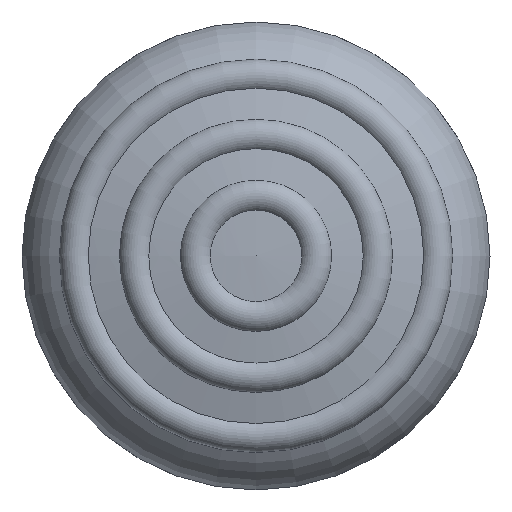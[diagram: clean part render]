
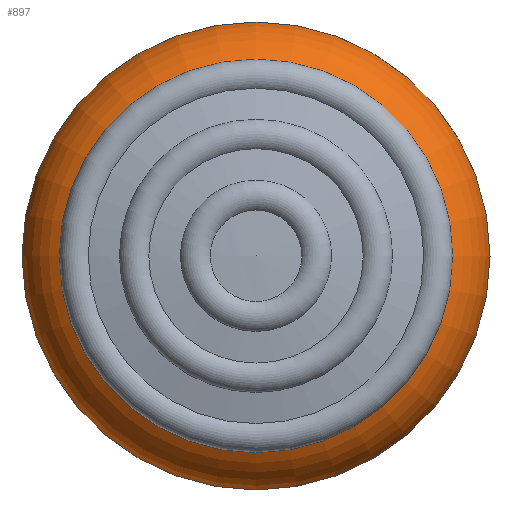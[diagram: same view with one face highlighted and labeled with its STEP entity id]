
A CAD part, top view. The second image highlights one B-rep face of the part: STEP entity #897.
In plain terms, the highlighted toroidal (fillet/blend) face has major radius 5.51 mm and minor radius 2.74 mm.
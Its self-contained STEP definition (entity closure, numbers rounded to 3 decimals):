
#33=TOROIDAL_SURFACE('',#994,5.51,2.74);
#181=FACE_OUTER_BOUND('',#238,.T.);
#238=EDGE_LOOP('',(#836,#837,#838,#839));
#306=CIRCLE('',#967,6.887);
#324=CIRCLE('',#990,8.181);
#326=CIRCLE('',#995,2.74);
#403=VERTEX_POINT('',#3433);
#416=VERTEX_POINT('',#3468);
#537=EDGE_CURVE('',#403,#403,#306,.T.);
#555=EDGE_CURVE('',#416,#416,#324,.T.);
#557=EDGE_CURVE('',#416,#403,#326,.T.);
#836=ORIENTED_EDGE('',*,*,#555,.F.);
#837=ORIENTED_EDGE('',*,*,#557,.T.);
#838=ORIENTED_EDGE('',*,*,#537,.T.);
#839=ORIENTED_EDGE('',*,*,#557,.F.);
#897=ADVANCED_FACE('',(#181),#33,.T.);
#967=AXIS2_PLACEMENT_3D('',#3434,#1126,#1127);
#990=AXIS2_PLACEMENT_3D('',#3470,#1172,#1173);
#994=AXIS2_PLACEMENT_3D('',#3474,#1180,#1181);
#995=AXIS2_PLACEMENT_3D('',#3475,#1182,#1183);
#1126=DIRECTION('center_axis',(0.,0.,-1.));
#1127=DIRECTION('ref_axis',(-1.,0.,0.));
#1172=DIRECTION('center_axis',(0.,0.,-1.));
#1173=DIRECTION('ref_axis',(-1.,0.,0.));
#1180=DIRECTION('center_axis',(0.,0.,-1.));
#1181=DIRECTION('ref_axis',(-1.,0.,0.));
#1182=DIRECTION('center_axis',(0.,-1.,0.));
#1183=DIRECTION('ref_axis',(1.,0.,0.));
#3433=CARTESIAN_POINT('',(6.887,0.,2.369));
#3434=CARTESIAN_POINT('Origin',(0.,0.,2.369));
#3468=CARTESIAN_POINT('',(8.181,0.,0.612));
#3470=CARTESIAN_POINT('Origin',(0.,0.,0.612));
#3474=CARTESIAN_POINT('Origin',(0.,0.,0.));
#3475=CARTESIAN_POINT('Origin',(5.51,0.,
0.));
